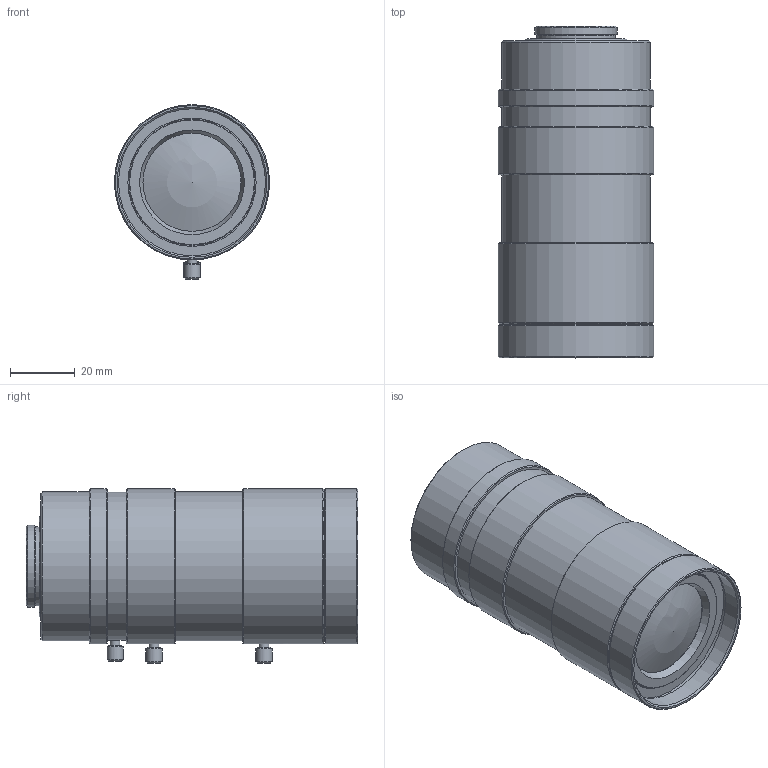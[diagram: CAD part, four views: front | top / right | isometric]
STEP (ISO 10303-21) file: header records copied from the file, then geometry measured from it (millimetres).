
FILE_DESCRIPTION(/* description */ ('Unknown'),/* implementation_level */ '2;1');
FILE_NAME(/* name */ 'MLH-10X_210601',/* time_stamp */ '2021-06-04T08:58:57+09:00',/* author */ ('Unknown'),/* organization */ ('Unknown'),/* preprocessor_version */ 'ST-DEVELOPER v16.7',/* originating_system */ 'DEX',/* authorisation */ $);
FILE_SCHEMA (('AUTOMOTIVE_DESIGN {1 0 10303 214 3 1 1}'));
Length unit declared in the file: millimetre
Products named in the file (1): MLH-10X_210601
Bounding box: 48 x 102.5 x 54 mm (x, y, z)
Volume: 159259.1 mm3; surface area: 21416.8 mm2
Topology: 1 solids, 1 shells, 71 faces, 125 edges, 74 vertices
Faces by surface type: cone 28, cylinder 21, plane 20, sphere 2
Full cylindrical faces by diameter (mm): 3 x3, 5 x3, 22 x1, 25.4 x1, 30.3 x1, 38.9 x1, 39.6 x1, 45.4 x1, 45.8 x1, 46 x3, 46.3 x1, 48 x4
Entity records: 1956 total; most frequent: DIRECTION 278, CARTESIAN_POINT 242, ORIENTED_EDGE 140, EDGE_LOOP 140, FACE_BOUND 140, AXIS2_PLACEMENT_3D 139, STYLED_ITEM 71, PRESENTATION_STYLE_ASSIGNMENT 71
